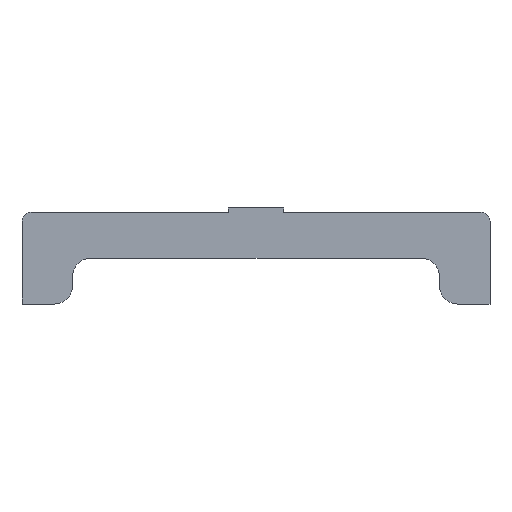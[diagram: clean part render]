
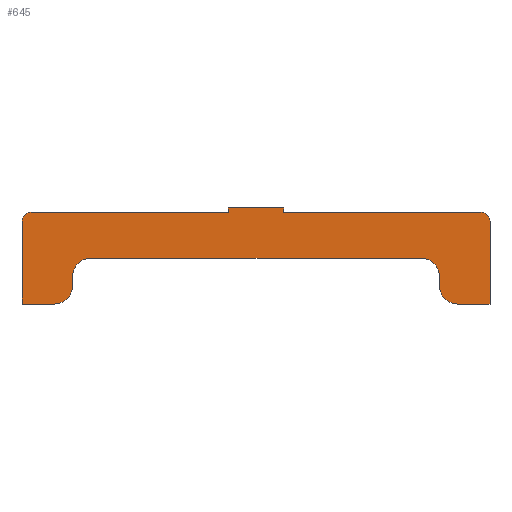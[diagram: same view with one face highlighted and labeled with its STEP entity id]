
A CAD part, top view. The second image highlights one B-rep face of the part: STEP entity #645.
In plain terms, the highlighted planar face has unit normal (0, 0, 1).
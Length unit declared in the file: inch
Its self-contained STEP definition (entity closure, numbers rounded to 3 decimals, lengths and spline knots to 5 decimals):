
#2 = DIRECTION ( 'NONE',  ( 0., 0., 1. ) ) ;
#3 = VECTOR ( 'NONE', #514, 39.37008 ) ;
#12 = VECTOR ( 'NONE', #113, 39.37008 ) ;
#15 = CARTESIAN_POINT ( 'NONE',  ( -0.75, 1.3696, 0. ) ) ;
#19 = CARTESIAN_POINT ( 'NONE',  ( 5.5, -1.25, 0. ) ) ;
#31 = VERTEX_POINT ( 'NONE', #647 ) ;
#37 = DIRECTION ( 'NONE',  ( 0., 0., -1. ) ) ;
#43 = CIRCLE ( 'NONE', #209, 0.5 ) ;
#72 = LINE ( 'NONE', #240, #98 ) ;
#80 = ORIENTED_EDGE ( 'NONE', *, *, #428, .T. ) ;
#89 = CARTESIAN_POINT ( 'NONE',  ( 0.75, 1.3696, 0. ) ) ;
#92 = CIRCLE ( 'NONE', #510, 0.25 ) ;
#93 = VERTEX_POINT ( 'NONE', #700 ) ;
#94 = DIRECTION ( 'NONE',  ( 1., 0., 0. ) ) ;
#98 = VECTOR ( 'NONE', #338, 39.37008 ) ;
#100 = CARTESIAN_POINT ( 'NONE',  ( 0.75, 1.25, 0. ) ) ;
#108 = CARTESIAN_POINT ( 'NONE',  ( -5.5, -1.25, 0. ) ) ;
#109 = ORIENTED_EDGE ( 'NONE', *, *, #411, .T. ) ;
#113 = DIRECTION ( 'NONE',  ( 0., 1., 0. ) ) ;
#115 = LINE ( 'NONE', #664, #364 ) ;
#137 = ORIENTED_EDGE ( 'NONE', *, *, #317, .T. ) ;
#152 = EDGE_CURVE ( 'NONE', #345, #607, #603, .T. ) ;
#153 = CARTESIAN_POINT ( 'NONE',  ( -0.75, 1.25, 0. ) ) ;
#162 = ORIENTED_EDGE ( 'NONE', *, *, #482, .T. ) ;
#164 = CARTESIAN_POINT ( 'NONE',  ( 5.5, -0.75, 0. ) ) ;
#169 = CARTESIAN_POINT ( 'NONE',  ( -6.3804, 1., 0. ) ) ;
#171 = AXIS2_PLACEMENT_3D ( 'NONE', #419, #359, #599 ) ;
#173 = LINE ( 'NONE', #373, #412 ) ;
#175 = EDGE_CURVE ( 'NONE', #585, #31, #43, .T. ) ;
#177 = DIRECTION ( 'NONE',  ( 1., 0., 0. ) ) ;
#184 = ORIENTED_EDGE ( 'NONE', *, *, #220, .T. ) ;
#186 = LINE ( 'NONE', #393, #367 ) ;
#192 = ORIENTED_EDGE ( 'NONE', *, *, #400, .T. ) ;
#195 = EDGE_CURVE ( 'NONE', #379, #93, #698, .T. ) ;
#203 = ORIENTED_EDGE ( 'NONE', *, *, #266, .T. ) ;
#209 = AXIS2_PLACEMENT_3D ( 'NONE', #596, #37, #94 ) ;
#219 = CARTESIAN_POINT ( 'NONE',  ( 6.3804, 1., 0. ) ) ;
#220 = EDGE_CURVE ( 'NONE', #322, #244, #265, .T. ) ;
#228 = LINE ( 'NONE', #422, #427 ) ;
#233 = EDGE_CURVE ( 'NONE', #712, #345, #651, .T. ) ;
#240 = CARTESIAN_POINT ( 'NONE',  ( -5., -2.5, 0. ) ) ;
#241 = VERTEX_POINT ( 'NONE', #533 ) ;
#244 = VERTEX_POINT ( 'NONE', #610 ) ;
#251 = ORIENTED_EDGE ( 'NONE', *, *, #152, .T. ) ;
#253 = VECTOR ( 'NONE', #349, 39.37008 ) ;
#257 = DIRECTION ( 'NONE',  ( 1., 0., 0. ) ) ;
#265 = LINE ( 'NONE', #89, #687 ) ;
#266 = EDGE_CURVE ( 'NONE', #93, #340, #115, .T. ) ;
#269 = DIRECTION ( 'NONE',  ( 0., 1., 0. ) ) ;
#277 = DIRECTION ( 'NONE',  ( 1., 0., 0. ) ) ;
#286 = ORIENTED_EDGE ( 'NONE', *, *, #433, .F. ) ;
#293 = CARTESIAN_POINT ( 'NONE',  ( -5., -0.5, 0. ) ) ;
#295 = ORIENTED_EDGE ( 'NONE', *, *, #175, .T. ) ;
#300 = EDGE_CURVE ( 'NONE', #363, #379, #694, .T. ) ;
#306 = EDGE_CURVE ( 'NONE', #407, #31, #173, .T. ) ;
#310 = ORIENTED_EDGE ( 'NONE', *, *, #639, .T. ) ;
#315 = CARTESIAN_POINT ( 'NONE',  ( 6.1304, 1.25, 0. ) ) ;
#317 = EDGE_CURVE ( 'NONE', #640, #322, #605, .T. ) ;
#322 = VERTEX_POINT ( 'NONE', #100 ) ;
#333 = CARTESIAN_POINT ( 'NONE',  ( -6.1304, 1.25, 0. ) ) ;
#334 = LINE ( 'NONE', #388, #12 ) ;
#338 = DIRECTION ( 'NONE',  ( 0., -1., 0. ) ) ;
#340 = VERTEX_POINT ( 'NONE', #219 ) ;
#342 = AXIS2_PLACEMENT_3D ( 'NONE', #685, #404, #177 ) ;
#345 = VERTEX_POINT ( 'NONE', #333 ) ;
#347 = ORIENTED_EDGE ( 'NONE', *, *, #616, .F. ) ;
#349 = DIRECTION ( 'NONE',  ( -1., 0., 0. ) ) ;
#359 = DIRECTION ( 'NONE',  ( 0., 0., 1. ) ) ;
#360 = DIRECTION ( 'NONE',  ( -1., 0., 0. ) ) ;
#362 = CARTESIAN_POINT ( 'NONE',  ( -6.3804, -1.25, 0. ) ) ;
#363 = VERTEX_POINT ( 'NONE', #619 ) ;
#364 = VECTOR ( 'NONE', #269, 39.37008 ) ;
#367 = VECTOR ( 'NONE', #630, 39.37008 ) ;
#368 = VERTEX_POINT ( 'NONE', #504 ) ;
#373 = CARTESIAN_POINT ( 'NONE',  ( -5., 0., 0. ) ) ;
#379 = VERTEX_POINT ( 'NONE', #19 ) ;
#384 = LINE ( 'NONE', #628, #3 ) ;
#385 = DIRECTION ( 'NONE',  ( 0., 0., 1. ) ) ;
#388 = CARTESIAN_POINT ( 'NONE',  ( 5., -2.5, 0. ) ) ;
#392 = EDGE_CURVE ( 'NONE', #244, #241, #463, .T. ) ;
#393 = CARTESIAN_POINT ( 'NONE',  ( -0.75, 1.3696, 0. ) ) ;
#394 = ORIENTED_EDGE ( 'NONE', *, *, #392, .T. ) ;
#395 = CARTESIAN_POINT ( 'NONE',  ( 5., -0.5, 0. ) ) ;
#397 = CARTESIAN_POINT ( 'NONE',  ( 4.5, 0., 0. ) ) ;
#398 = ORIENTED_EDGE ( 'NONE', *, *, #300, .T. ) ;
#400 = EDGE_CURVE ( 'NONE', #407, #528, #425, .T. ) ;
#401 = AXIS2_PLACEMENT_3D ( 'NONE', #590, #478, #601 ) ;
#404 = DIRECTION ( 'NONE',  ( 0., 0., -1. ) ) ;
#407 = VERTEX_POINT ( 'NONE', #397 ) ;
#408 = EDGE_LOOP ( 'NONE', ( #347, #398, #418, #203, #80, #137, #184, #394, #109, #586, #251, #162, #310, #413, #286, #295, #535, #192 ) ) ;
#411 = EDGE_CURVE ( 'NONE', #241, #712, #186, .T. ) ;
#412 = VECTOR ( 'NONE', #447, 39.37008 ) ;
#413 = ORIENTED_EDGE ( 'NONE', *, *, #710, .T. ) ;
#416 = DIRECTION ( 'NONE',  ( 1., 0., 0. ) ) ;
#418 = ORIENTED_EDGE ( 'NONE', *, *, #195, .T. ) ;
#419 = CARTESIAN_POINT ( 'NONE',  ( 0., 0., 0. ) ) ;
#420 = DIRECTION ( 'NONE',  ( 0., 1., 0. ) ) ;
#422 = CARTESIAN_POINT ( 'NONE',  ( -6.3804, -1.25, 0. ) ) ;
#425 = CIRCLE ( 'NONE', #342, 0.5 ) ;
#427 = VECTOR ( 'NONE', #416, 39.37008 ) ;
#428 = EDGE_CURVE ( 'NONE', #340, #640, #92, .T. ) ;
#433 = EDGE_CURVE ( 'NONE', #585, #441, #72, .T. ) ;
#441 = VERTEX_POINT ( 'NONE', #568 ) ;
#446 = CARTESIAN_POINT ( 'NONE',  ( -5.5, -0.75, 0. ) ) ;
#447 = DIRECTION ( 'NONE',  ( -1., 0., 0. ) ) ;
#463 = LINE ( 'NONE', #15, #253 ) ;
#466 = AXIS2_PLACEMENT_3D ( 'NONE', #164, #2, #675 ) ;
#467 = CIRCLE ( 'NONE', #583, 0.5 ) ;
#475 = VECTOR ( 'NONE', #360, 39.37008 ) ;
#478 = DIRECTION ( 'NONE',  ( 0., 0., 1. ) ) ;
#482 = EDGE_CURVE ( 'NONE', #607, #368, #384, .T. ) ;
#483 = CARTESIAN_POINT ( 'NONE',  ( -6.3804, 1.25, 0. ) ) ;
#491 = CARTESIAN_POINT ( 'NONE',  ( -6.3804, 1.25, 0. ) ) ;
#504 = CARTESIAN_POINT ( 'NONE',  ( -6.3804, -1.25, 0. ) ) ;
#510 = AXIS2_PLACEMENT_3D ( 'NONE', #626, #634, #516 ) ;
#514 = DIRECTION ( 'NONE',  ( 0., -1., 0. ) ) ;
#516 = DIRECTION ( 'NONE',  ( 1., 0., 0. ) ) ;
#528 = VERTEX_POINT ( 'NONE', #395 ) ;
#533 = CARTESIAN_POINT ( 'NONE',  ( -0.75, 1.3696, 0. ) ) ;
#535 = ORIENTED_EDGE ( 'NONE', *, *, #306, .F. ) ;
#539 = VERTEX_POINT ( 'NONE', #108 ) ;
#545 = VECTOR ( 'NONE', #257, 39.37008 ) ;
#557 = VECTOR ( 'NONE', #673, 39.37008 ) ;
#568 = CARTESIAN_POINT ( 'NONE',  ( -5., -0.75, 0. ) ) ;
#583 = AXIS2_PLACEMENT_3D ( 'NONE', #446, #385, #277 ) ;
#585 = VERTEX_POINT ( 'NONE', #293 ) ;
#586 = ORIENTED_EDGE ( 'NONE', *, *, #233, .T. ) ;
#590 = CARTESIAN_POINT ( 'NONE',  ( -6.1304, 1., 0. ) ) ;
#596 = CARTESIAN_POINT ( 'NONE',  ( -4.5, -0.5, 0. ) ) ;
#599 = DIRECTION ( 'NONE',  ( 1., 0., 0. ) ) ;
#601 = DIRECTION ( 'NONE',  ( 1., 0., 0. ) ) ;
#603 = CIRCLE ( 'NONE', #401, 0.25 ) ;
#605 = LINE ( 'NONE', #491, #557 ) ;
#607 = VERTEX_POINT ( 'NONE', #169 ) ;
#610 = CARTESIAN_POINT ( 'NONE',  ( 0.75, 1.3696, 0. ) ) ;
#616 = EDGE_CURVE ( 'NONE', #363, #528, #334, .T. ) ;
#619 = CARTESIAN_POINT ( 'NONE',  ( 5., -0.75, 0. ) ) ;
#626 = CARTESIAN_POINT ( 'NONE',  ( 6.1304, 1., 0. ) ) ;
#628 = CARTESIAN_POINT ( 'NONE',  ( -6.3804, 1.25, 0. ) ) ;
#630 = DIRECTION ( 'NONE',  ( 0., -1., 0. ) ) ;
#634 = DIRECTION ( 'NONE',  ( 0., 0., 1. ) ) ;
#639 = EDGE_CURVE ( 'NONE', #368, #539, #228, .T. ) ;
#640 = VERTEX_POINT ( 'NONE', #315 ) ;
#645 = ADVANCED_FACE ( 'NONE', ( #657 ), #706, .T. ) ;
#647 = CARTESIAN_POINT ( 'NONE',  ( -4.5, 0., 0. ) ) ;
#651 = LINE ( 'NONE', #483, #475 ) ;
#657 = FACE_OUTER_BOUND ( 'NONE', #408, .T. ) ;
#664 = CARTESIAN_POINT ( 'NONE',  ( 6.3804, 1.25, 0. ) ) ;
#673 = DIRECTION ( 'NONE',  ( -1., 0., 0. ) ) ;
#675 = DIRECTION ( 'NONE',  ( 1., 0., 0. ) ) ;
#685 = CARTESIAN_POINT ( 'NONE',  ( 4.5, -0.5, 0. ) ) ;
#687 = VECTOR ( 'NONE', #420, 39.37008 ) ;
#694 = CIRCLE ( 'NONE', #466, 0.5 ) ;
#698 = LINE ( 'NONE', #362, #545 ) ;
#700 = CARTESIAN_POINT ( 'NONE',  ( 6.3804, -1.25, 0. ) ) ;
#706 = PLANE ( 'NONE',  #171 ) ;
#710 = EDGE_CURVE ( 'NONE', #539, #441, #467, .T. ) ;
#712 = VERTEX_POINT ( 'NONE', #153 ) ;
